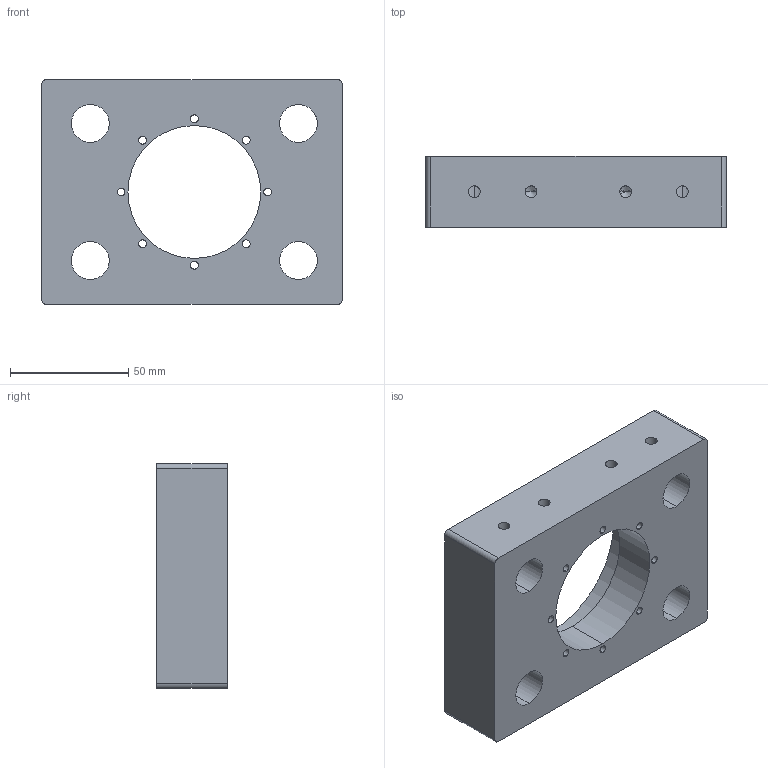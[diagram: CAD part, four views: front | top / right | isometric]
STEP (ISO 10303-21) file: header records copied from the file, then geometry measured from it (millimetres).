
FILE_DESCRIPTION (( 'STEP AP203' ), '1' );
FILE_NAME ('002-101 - Motor Plate.STEP', '2019-06-12T00:29:18', ( '' ), ( '' ), 'SwSTEP 2.0', 'SolidWorks 2015', '' );
FILE_SCHEMA (( 'CONFIG_CONTROL_DESIGN' ));
Length unit declared in the file: millimetre
Products named in the file (1): 002-101 - Motor Plate
Bounding box: 127 x 30 x 95 mm (x, y, z)
Volume: 240188.3 mm3; surface area: 45540.6 mm2
Topology: 1 solids, 1 shells, 66 faces, 194 edges, 124 vertices
Faces by surface type: cylinder 50, cone 9, plane 7
Entity records: 2642 total; most frequent: CARTESIAN_POINT 722, DIRECTION 391, ORIENTED_EDGE 376, EDGE_CURVE 188, AXIS2_PLACEMENT_3D 159, VERTEX_POINT 124, EDGE_LOOP 104, CIRCLE 92
